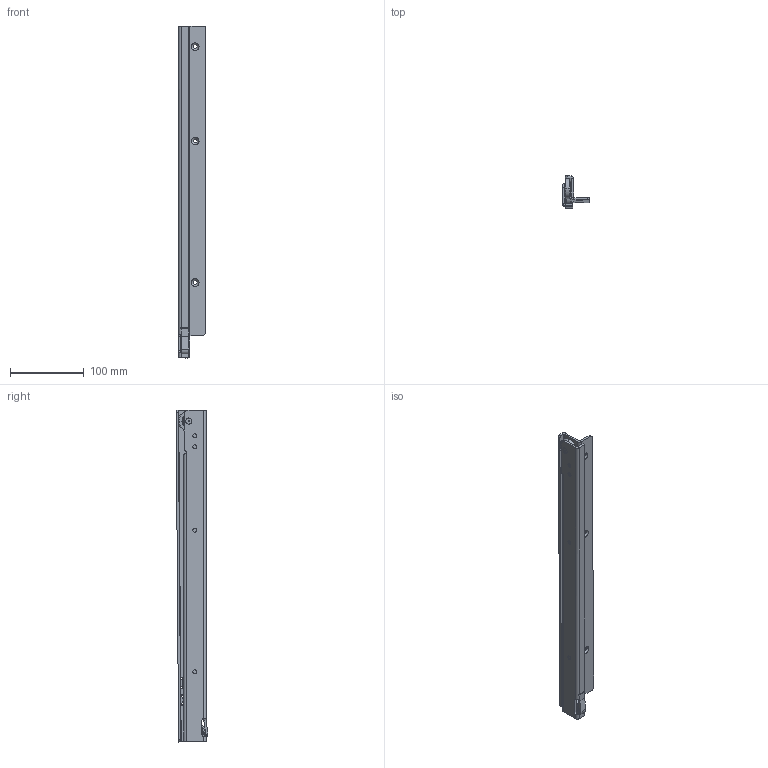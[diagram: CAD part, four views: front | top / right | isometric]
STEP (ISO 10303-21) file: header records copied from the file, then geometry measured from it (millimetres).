
FILE_DESCRIPTION (( 'STEP AP214' ), '1' );
FILE_NAME ('CS# 505.450-GA.0000_closed.STEP', '2023-03-03T08:20:40', ( '' ), ( '' ), 'SwSTEP 2.0', 'SolidWorks 2020', '' );
FILE_SCHEMA (( 'AUTOMOTIVE_DESIGN' ));
Length unit declared in the file: millimetre
Products named in the file (18): FUL-161 Käfig_FUL-161; FUL-161 Innenring; FUL-162 + GR-001 + B04-102_vernietet; GR-001; CS# 505.XXX-03.0000_450mm; FUL-161; CS# 505.450-GA.0000_closed; FUL-162 Außenring; B04-102_B04-102 vernietet; FUL-161 + GR-001 + B04-102_vernietet; FUL-161 Außenring; CS# 505.XXX-01.0000_450mm; FUL-162; kugel_›   3,968750    (5.32"); FUL-162 Käfig_FUL-161; FUL-162 Innenring
Assembly tree (32 placements, depth 5):
  CS# 505.450-GA.0000_closed
    CS# 505.XXX-01.0000_450mm
      CS# 505.XXX-01.0000_450mm
      FUL-161 + GR-001 + B04-102_vernietet
        FUL-161
          FUL-161 Innenring
          FUL-161 Außenring
          kugel_›   3,968750    (5.32")  x7
          FUL-161 Käfig_FUL-161
        GR-001
        B04-102_B04-102 vernietet
    CS# 505.XXX-03.0000_450mm
      CS# 505.XXX-03.0000_450mm
      FUL-162 + GR-001 + B04-102_vernietet
        FUL-162
          FUL-162 Innenring
          FUL-162 Außenring
          kugel_›   3,968750    (5.32")  x7
          FUL-162 Käfig_FUL-161
        GR-001
        B04-102_B04-102 vernietet
Bounding box: 36.5 x 43.11 x 450.23 mm (x, y, z)
Volume: 145985.6 mm3; surface area: 107953.5 mm2
Topology: 26 solids, 26 shells, 1074 faces, 2920 edges, 1896 vertices
Faces by surface type: plane 482, bspline 147, cone 138, cylinder 135, sphere 126, torus 46
Entity records: 52323 total; most frequent: CARTESIAN_POINT 22349, ORIENTED_EDGE 5340, DIRECTION 4392, EDGE_CURVE 2670, VERTEX_POINT 1730, AXIS2_PLACEMENT_3D 1554, LINE 1284, VECTOR 1284
